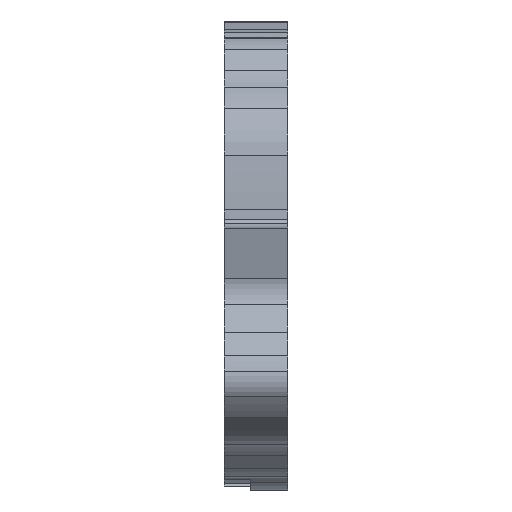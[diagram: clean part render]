
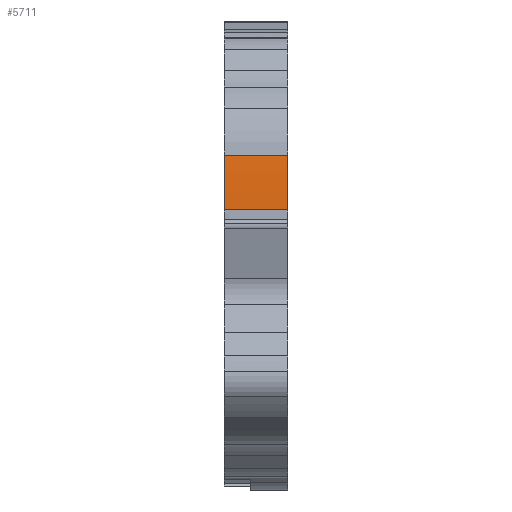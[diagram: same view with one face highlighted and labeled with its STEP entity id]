
A CAD part, left-side view. The second image highlights one B-rep face of the part: STEP entity #5711.
In plain terms, the highlighted cylindrical face has radius 78.212 mm (diameter 156.423 mm), a partial arc.
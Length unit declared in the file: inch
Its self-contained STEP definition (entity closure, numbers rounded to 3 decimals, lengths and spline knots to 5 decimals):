
#242=CYLINDRICAL_SURFACE('',#6496,3.07919);
#640=LINE('',#10195,#1038);
#641=LINE('',#10199,#1039);
#1038=VECTOR('',#8416,0.59055);
#1039=VECTOR('',#8421,0.59055);
#1341=FACE_OUTER_BOUND('',#1648,.T.);
#1648=EDGE_LOOP('',(#5233,#5234,#5235,#5236));
#2001=CIRCLE('',#6224,3.07919);
#2132=CIRCLE('',#6497,3.07919);
#2547=VERTEX_POINT('',#9580);
#2548=VERTEX_POINT('',#9582);
#2713=VERTEX_POINT('',#10194);
#2714=VERTEX_POINT('',#10198);
#3270=EDGE_CURVE('',#2547,#2548,#2001,.T.);
#3576=EDGE_CURVE('',#2548,#2713,#640,.T.);
#3578=EDGE_CURVE('',#2547,#2714,#641,.T.);
#3579=EDGE_CURVE('',#2713,#2714,#2132,.T.);
#5233=ORIENTED_EDGE('',*,*,#3270,.F.);
#5234=ORIENTED_EDGE('',*,*,#3578,.T.);
#5235=ORIENTED_EDGE('',*,*,#3579,.F.);
#5236=ORIENTED_EDGE('',*,*,#3576,.F.);
#5711=ADVANCED_FACE('',(#1341),#242,.T.);
#6224=AXIS2_PLACEMENT_3D('',#9583,#7698,#7699);
#6496=AXIS2_PLACEMENT_3D('',#10197,#8419,#8420);
#6497=AXIS2_PLACEMENT_3D('',#10200,#8422,#8423);
#7698=DIRECTION('center_axis',(0.,1.,0.));
#7699=DIRECTION('ref_axis',(-1.,0.,0.014));
#8416=DIRECTION('',(0.,-1.,0.));
#8419=DIRECTION('center_axis',(0.,-1.,0.));
#8420=DIRECTION('ref_axis',(-1.,0.,0.014));
#8421=DIRECTION('',(0.,-1.,0.));
#8422=DIRECTION('center_axis',(0.,-1.,0.));
#8423=DIRECTION('ref_axis',(-1.,0.,0.014));
#9580=CARTESIAN_POINT('',(-0.27043,0.225,-0.53205));
#9582=CARTESIAN_POINT('',(-0.25605,0.225,-0.2742));
#9583=CARTESIAN_POINT('Origin',(2.80846,0.225,-0.57454));
#10194=CARTESIAN_POINT('',(-0.25605,-0.075,-0.2742));
#10195=CARTESIAN_POINT('',(-0.25605,0.225,-0.2742));
#10197=CARTESIAN_POINT('Origin',(2.80846,0.225,-0.57454));
#10198=CARTESIAN_POINT('',(-0.27043,-0.075,-0.53205));
#10199=CARTESIAN_POINT('',(-0.27043,0.225,-0.53205));
#10200=CARTESIAN_POINT('Origin',(2.80846,-0.075,-0.57454));
